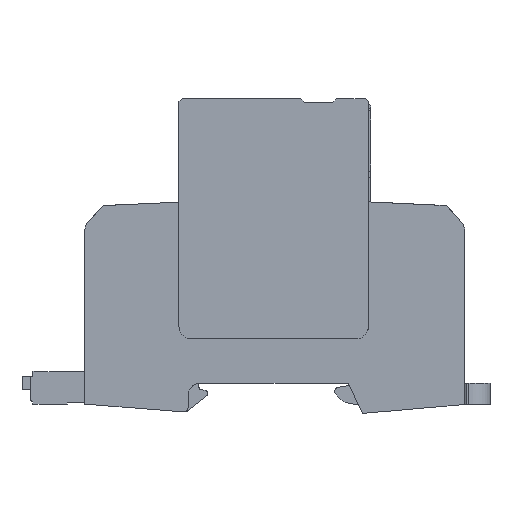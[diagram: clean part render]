
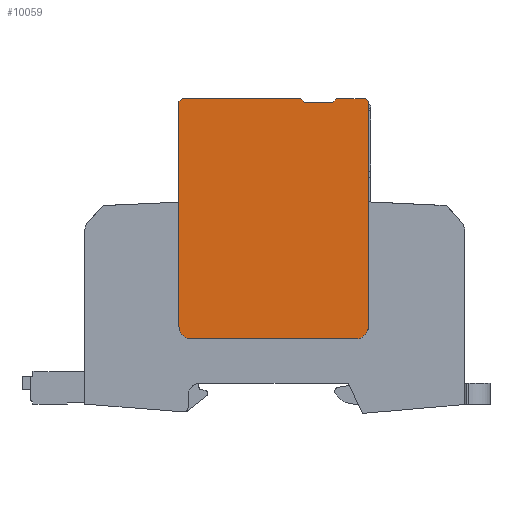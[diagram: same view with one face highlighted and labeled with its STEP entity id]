
A CAD part, left-side view. The second image highlights one B-rep face of the part: STEP entity #10059.
In plain terms, the highlighted planar face has unit normal (-1, 0, 0).
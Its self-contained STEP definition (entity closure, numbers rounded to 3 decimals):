
#9962=AXIS2_PLACEMENT_3D('Plane Axis2P3D',#9959,#9960,#9961) ;
#9777=CARTESIAN_POINT('Vertex',(0.,44.06,73.853)) ;
#9791=CARTESIAN_POINT('Vertex',(0.,44.96,74.753)) ;
#9794=CARTESIAN_POINT('Line Origine',(0.,44.51,74.303)) ;
#9932=CARTESIAN_POINT('Line Origine',(0.,73.485,74.378)) ;
#9936=CARTESIAN_POINT('Vertex',(0.,73.86,74.003)) ;
#9938=CARTESIAN_POINT('Vertex',(0.,73.11,74.753)) ;
#9959=CARTESIAN_POINT('Axis2P3D Location',(0.,72.86,17.703)) ;
#9965=CARTESIAN_POINT('Control Point',(0.,73.86,74.003)) ;
#9966=CARTESIAN_POINT('Control Point',(0.,73.86,63.343)) ;
#9967=CARTESIAN_POINT('Control Point',(0.,73.86,52.683)) ;
#9968=CARTESIAN_POINT('Control Point',(0.,73.86,42.023)) ;
#9969=CARTESIAN_POINT('Control Point',(0.,73.86,31.363)) ;
#9970=CARTESIAN_POINT('Control Point',(0.,73.86,20.703)) ;
#9971=CARTESIAN_POINT('Vertex',(0.,73.86,20.703)) ;
#9975=CARTESIAN_POINT('Control Point',(0.,73.86,20.703)) ;
#9976=CARTESIAN_POINT('Control Point',(0.,73.86,19.76)) ;
#9977=CARTESIAN_POINT('Control Point',(0.,73.491,18.817)) ;
#9978=CARTESIAN_POINT('Control Point',(0.,72.746,18.072)) ;
#9979=CARTESIAN_POINT('Control Point',(0.,71.803,17.703)) ;
#9980=CARTESIAN_POINT('Control Point',(0.,70.86,17.703)) ;
#9981=CARTESIAN_POINT('Vertex',(0.,70.86,17.703)) ;
#9985=CARTESIAN_POINT('Control Point',(0.,70.86,17.703)) ;
#9986=CARTESIAN_POINT('Control Point',(0.,63.06,17.703)) ;
#9987=CARTESIAN_POINT('Control Point',(0.,55.26,17.703)) ;
#9988=CARTESIAN_POINT('Control Point',(0.,47.46,17.703)) ;
#9989=CARTESIAN_POINT('Control Point',(0.,39.66,17.703)) ;
#9990=CARTESIAN_POINT('Control Point',(0.,31.86,17.703)) ;
#9991=CARTESIAN_POINT('Vertex',(0.,31.86,17.703)) ;
#9995=CARTESIAN_POINT('Control Point',(0.,31.86,17.703)) ;
#9996=CARTESIAN_POINT('Control Point',(0.,30.918,17.703)) ;
#9997=CARTESIAN_POINT('Control Point',(0.,29.975,18.072)) ;
#9998=CARTESIAN_POINT('Control Point',(0.,29.229,18.817)) ;
#9999=CARTESIAN_POINT('Control Point',(0.,28.86,19.76)) ;
#10000=CARTESIAN_POINT('Control Point',(0.,28.86,20.703)) ;
#10001=CARTESIAN_POINT('Vertex',(0.,28.86,20.703)) ;
#10005=CARTESIAN_POINT('Control Point',(0.,28.86,20.703)) ;
#10006=CARTESIAN_POINT('Control Point',(0.,28.86,31.363)) ;
#10007=CARTESIAN_POINT('Control Point',(0.,28.86,42.023)) ;
#10008=CARTESIAN_POINT('Control Point',(0.,28.86,52.683)) ;
#10009=CARTESIAN_POINT('Control Point',(0.,28.86,63.343)) ;
#10010=CARTESIAN_POINT('Control Point',(0.,28.86,74.003)) ;
#10011=CARTESIAN_POINT('Vertex',(0.,28.86,74.003)) ;
#10014=CARTESIAN_POINT('Line Origine',(0.,29.235,74.378)) ;
#10018=CARTESIAN_POINT('Vertex',(0.,29.61,74.753)) ;
#10021=CARTESIAN_POINT('Line Origine',(0.,33.035,74.753)) ;
#10025=CARTESIAN_POINT('Vertex',(0.,36.46,74.753)) ;
#10028=CARTESIAN_POINT('Line Origine',(0.,36.91,74.303)) ;
#10032=CARTESIAN_POINT('Vertex',(0.,37.36,73.853)) ;
#10035=CARTESIAN_POINT('Line Origine',(0.,40.71,73.853)) ;
#10040=CARTESIAN_POINT('Line Origine',(0.,59.035,74.753)) ;
#9795=DIRECTION('Vector Direction',(0.,0.707,0.707)) ;
#9933=DIRECTION('Vector Direction',(0.,-0.707,0.707)) ;
#9960=DIRECTION('Axis2P3D Direction',(-1.,0.,0.)) ;
#9961=DIRECTION('Axis2P3D XDirection',(0.,1.,0.)) ;
#10015=DIRECTION('Vector Direction',(0.,-0.707,-0.707)) ;
#10022=DIRECTION('Vector Direction',(0.,1.,0.)) ;
#10029=DIRECTION('Vector Direction',(0.,0.707,-0.707)) ;
#10036=DIRECTION('Vector Direction',(0.,1.,0.)) ;
#10041=DIRECTION('Vector Direction',(0.,1.,0.)) ;
#9796=VECTOR('Line Direction',#9795,1.) ;
#9934=VECTOR('Line Direction',#9933,1.) ;
#10016=VECTOR('Line Direction',#10015,1.) ;
#10023=VECTOR('Line Direction',#10022,1.) ;
#10030=VECTOR('Line Direction',#10029,1.) ;
#10037=VECTOR('Line Direction',#10036,1.) ;
#10042=VECTOR('Line Direction',#10041,1.) ;
#10046=ORIENTED_EDGE('',*,*,#9973,.T.) ;
#10047=ORIENTED_EDGE('',*,*,#9983,.T.) ;
#10048=ORIENTED_EDGE('',*,*,#9993,.T.) ;
#10049=ORIENTED_EDGE('',*,*,#10003,.T.) ;
#10050=ORIENTED_EDGE('',*,*,#10013,.T.) ;
#10051=ORIENTED_EDGE('',*,*,#10020,.F.) ;
#10052=ORIENTED_EDGE('',*,*,#10027,.T.) ;
#10053=ORIENTED_EDGE('',*,*,#10034,.T.) ;
#10054=ORIENTED_EDGE('',*,*,#10039,.T.) ;
#10055=ORIENTED_EDGE('',*,*,#9798,.T.) ;
#10056=ORIENTED_EDGE('',*,*,#10044,.T.) ;
#10057=ORIENTED_EDGE('',*,*,#9940,.F.) ;
#10059=ADVANCED_FACE('ABLEITER_1',(#10058),#9963,.T.) ;
#9964=B_SPLINE_CURVE_WITH_KNOTS('',5,(#9965,#9966,#9967,#9968,#9969,#9970),.UNSPECIFIED.,.F.,.U.,(6,6),(0.65,53.95),.UNSPECIFIED.) ;
#9974=B_SPLINE_CURVE_WITH_KNOTS('',5,(#9975,#9976,#9977,#9978,#9979,#9980),.UNSPECIFIED.,.F.,.U.,(6,6),(0.,4.965),.UNSPECIFIED.) ;
#9984=B_SPLINE_CURVE_WITH_KNOTS('',5,(#9985,#9986,#9987,#9988,#9989,#9990),.UNSPECIFIED.,.F.,.U.,(6,6),(0.,39.),.UNSPECIFIED.) ;
#9994=B_SPLINE_CURVE_WITH_KNOTS('',5,(#9995,#9996,#9997,#9998,#9999,#10000),.UNSPECIFIED.,.F.,.U.,(6,6),(0.,4.965),.UNSPECIFIED.) ;
#10004=B_SPLINE_CURVE_WITH_KNOTS('',5,(#10005,#10006,#10007,#10008,#10009,#10010),.UNSPECIFIED.,.F.,.U.,(6,6),(0.,53.3),.UNSPECIFIED.) ;
#9798=EDGE_CURVE('',#9778,#9792,#9797,.T.) ;
#9940=EDGE_CURVE('',#9937,#9939,#9935,.T.) ;
#9973=EDGE_CURVE('',#9937,#9972,#9964,.T.) ;
#9983=EDGE_CURVE('',#9972,#9982,#9974,.T.) ;
#9993=EDGE_CURVE('',#9982,#9992,#9984,.T.) ;
#10003=EDGE_CURVE('',#9992,#10002,#9994,.T.) ;
#10013=EDGE_CURVE('',#10002,#10012,#10004,.T.) ;
#10020=EDGE_CURVE('',#10019,#10012,#10017,.T.) ;
#10027=EDGE_CURVE('',#10019,#10026,#10024,.T.) ;
#10034=EDGE_CURVE('',#10026,#10033,#10031,.T.) ;
#10039=EDGE_CURVE('',#10033,#9778,#10038,.T.) ;
#10044=EDGE_CURVE('',#9792,#9939,#10043,.T.) ;
#10045=EDGE_LOOP('',(#10046,#10047,#10048,#10049,#10050,#10051,#10052,#10053,#10054,#10055,#10056,#10057)) ;
#10058=FACE_OUTER_BOUND('',#10045,.T.) ;
#9797=LINE('Line',#9794,#9796) ;
#9935=LINE('Line',#9932,#9934) ;
#10017=LINE('Line',#10014,#10016) ;
#10024=LINE('Line',#10021,#10023) ;
#10031=LINE('Line',#10028,#10030) ;
#10038=LINE('Line',#10035,#10037) ;
#10043=LINE('Line',#10040,#10042) ;
#9963=PLANE('',#9962) ;
#9778=VERTEX_POINT('',#9777) ;
#9792=VERTEX_POINT('',#9791) ;
#9937=VERTEX_POINT('',#9936) ;
#9939=VERTEX_POINT('',#9938) ;
#9972=VERTEX_POINT('',#9971) ;
#9982=VERTEX_POINT('',#9981) ;
#9992=VERTEX_POINT('',#9991) ;
#10002=VERTEX_POINT('',#10001) ;
#10012=VERTEX_POINT('',#10011) ;
#10019=VERTEX_POINT('',#10018) ;
#10026=VERTEX_POINT('',#10025) ;
#10033=VERTEX_POINT('',#10032) ;
